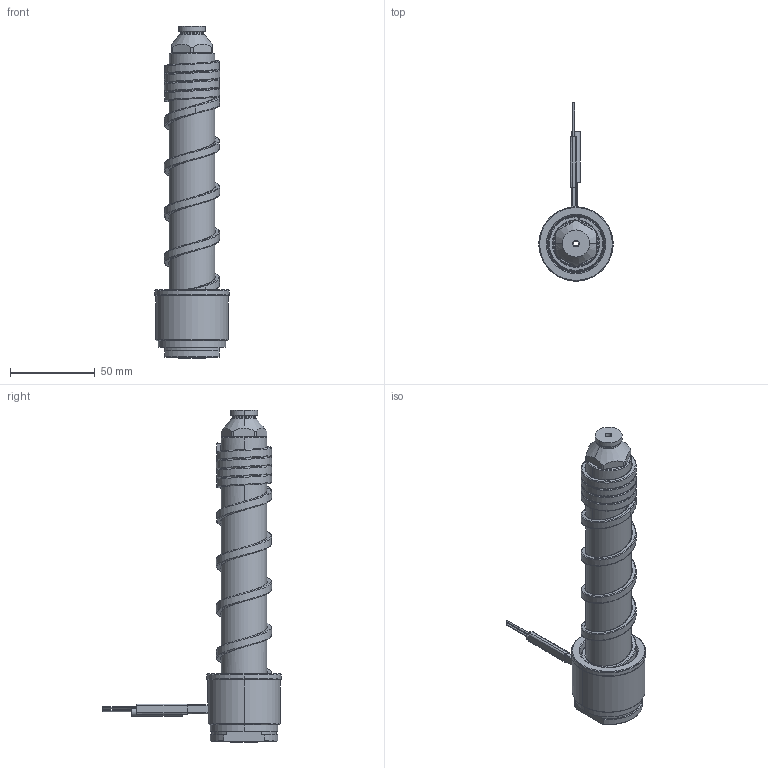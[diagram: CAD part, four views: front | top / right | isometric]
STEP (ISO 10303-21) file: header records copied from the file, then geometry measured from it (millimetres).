
FILE_DESCRIPTION((''),'2;1');
FILE_NAME('EL-196-APO-N','2014-02-17T',('Íàòàëüÿ'),('IMID'),'PRO/ENGINEER BY PARAMETRIC TECHNOLOGY CORPORATION, 2010480','PRO/ENGINEER BY PARAMETRIC TECHNOLOGY CORPORATION, 2010480','');
FILE_SCHEMA(('CONFIG_CONTROL_DESIGN'));
Length unit declared in the file: millimetre
Products named in the file (1): EL-196-APO-N
Bounding box: 44 x 105.5 x 196.3 mm (x, y, z)
Volume: 133394.2 mm3; surface area: 47615.2 mm2
Topology: 1 solids, 8 shells, 312 faces, 797 edges, 476 vertices
Faces by surface type: cylinder 103, bspline 63, cone 52, plane 49, torus 26, revolution 9, extrusion 8, sphere 2
Entity records: 21310 total; most frequent: CARTESIAN_POINT 14198, ORIENTED_EDGE 1554, DIRECTION 1338, EDGE_CURVE 789, AXIS2_PLACEMENT_3D 524, VERTEX_POINT 476, EDGE_LOOP 333, FACE_OUTER_BOUND 312
